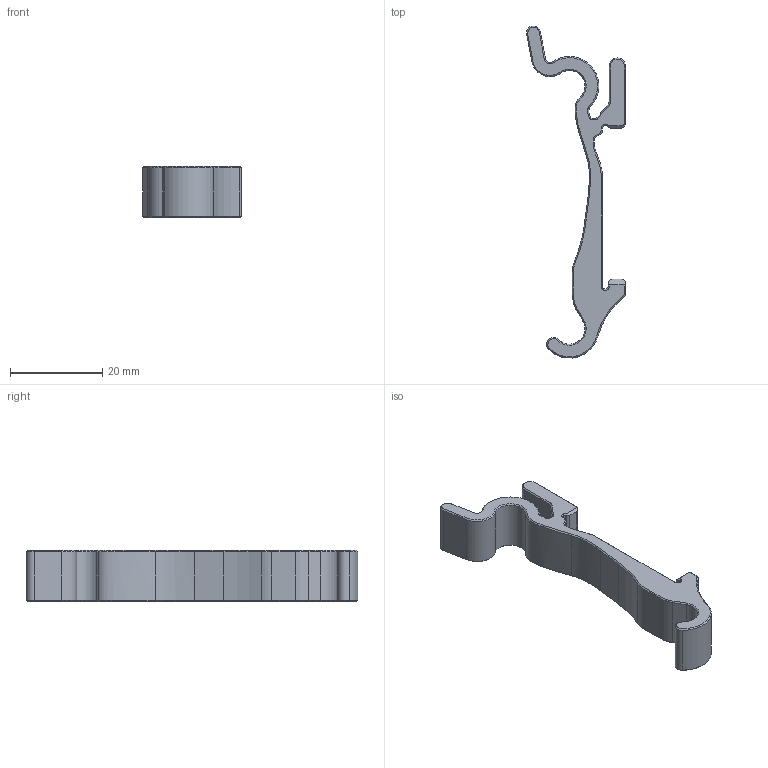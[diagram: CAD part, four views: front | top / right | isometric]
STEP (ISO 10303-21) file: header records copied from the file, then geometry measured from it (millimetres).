
FILE_DESCRIPTION(/* description */ (''),/* implementation_level */ '2;1');
FILE_NAME(/* name */ '60mm_Fan_Clip_DIN.step',/* time_stamp */ '2023-05-16T22:13:34-07:00',/* author */ (''),/* organization */ (''),/* preprocessor_version */ 'ST-DEVELOPER v19.2',/* originating_system */ 'Autodesk Translation Framework v12.4.0.73',/* authorisation */ '');
FILE_SCHEMA (('AUTOMOTIVE_DESIGN { 1 0 10303 214 3 1 1 }'));
Length unit declared in the file: millimetre
Products named in the file (1): DIN_60mm_Fan_Mnt V2
Bounding box: 21.39 x 71.78 x 11.05 mm (x, y, z)
Volume: 4567.2 mm3; surface area: 3292.1 mm2
Topology: 1 solids, 1 shells, 145 faces, 347 edges, 204 vertices
Faces by surface type: plane 55, cone 44, cylinder 28, bspline 18
Entity records: 4644 total; most frequent: CARTESIAN_POINT 1329, ORIENTED_EDGE 694, DIRECTION 669, EDGE_CURVE 347, AXIS2_PLACEMENT_3D 230, LINE 209, VECTOR 209, VERTEX_POINT 204
